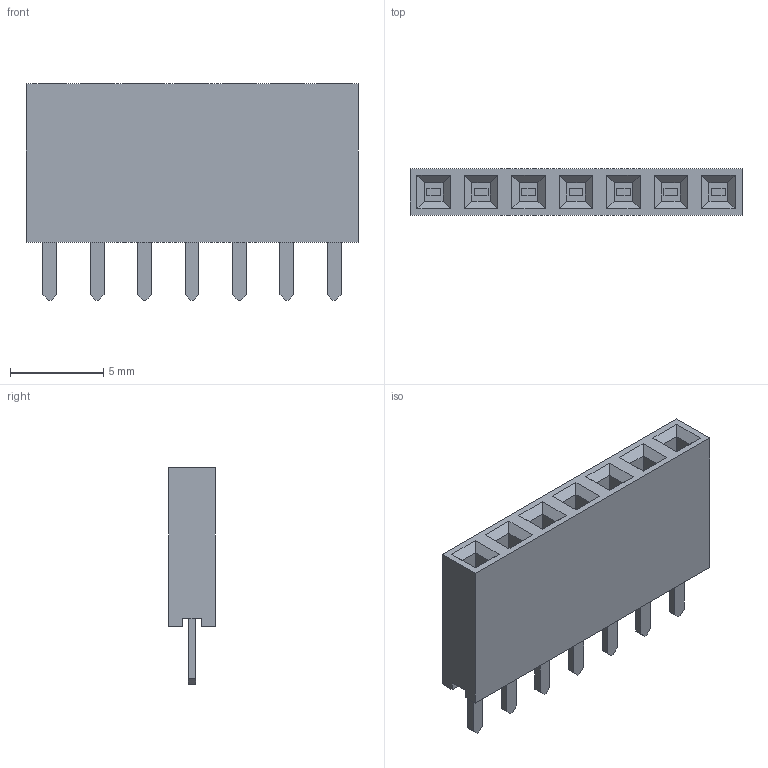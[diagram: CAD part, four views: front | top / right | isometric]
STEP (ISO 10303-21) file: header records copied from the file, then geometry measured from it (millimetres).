
FILE_DESCRIPTION(/* description */ (''),/* implementation_level */ '2;1');
FILE_NAME(/* name */ 'PBS_7x1_Cyan.step',/* time_stamp */ '2020-05-15T15:44:12+03:00',/* author */ ('vlad.lapshuda'),/* organization */ (''),/* preprocessor_version */ 'ST-DEVELOPER v17.2',/* originating_system */ 'Autodesk Translation Framework v7.6.0.251',/* authorisation */ '');
FILE_SCHEMA (('AUTOMOTIVE_DESIGN { 1 0 10303 214 3 1 1 }'));
Length unit declared in the file: millimetre
Products named in the file (2): PBS_7x1; PBS_Contacts
Assembly tree (1 placements, depth 2):
  PBS_7x1
    PBS_Contacts
Bounding box: 17.78 x 2.5 x 11.6 mm (x, y, z)
Volume: 318.3 mm3; surface area: 729.5 mm2
Topology: 8 solids, 8 shells, 129 faces, 290 edges, 184 vertices
Faces by surface type: plane 129
Entity records: 3540 total; most frequent: CARTESIAN_POINT 606, ORIENTED_EDGE 580, DIRECTION 554, LINE 290, VECTOR 290, EDGE_CURVE 290, VERTEX_POINT 184, EDGE_LOOP 136
